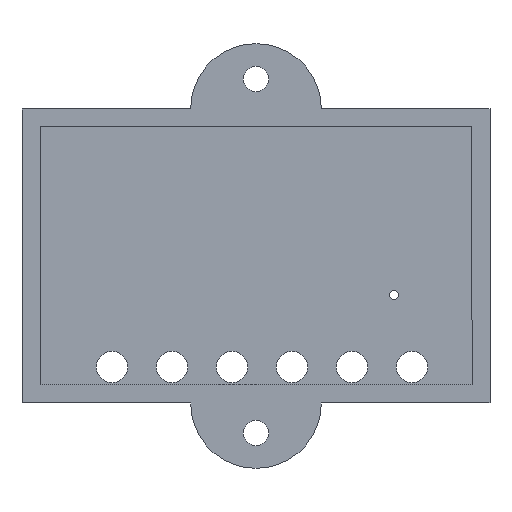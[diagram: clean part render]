
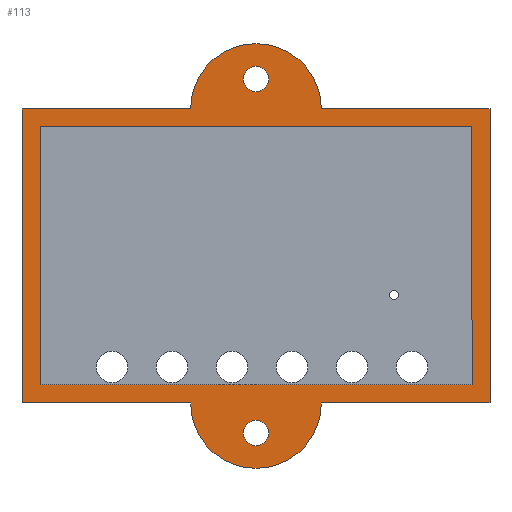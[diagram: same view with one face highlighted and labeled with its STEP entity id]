
A CAD part, front view. The second image highlights one B-rep face of the part: STEP entity #113.
In plain terms, the highlighted planar face has unit normal (0, -1, 0).
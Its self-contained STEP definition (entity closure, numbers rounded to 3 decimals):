
#5 = FACE_BOUND ( 'NONE', #970, .T. ) ;
#17 = EDGE_LOOP ( 'NONE', ( #391, #176 ) ) ;
#19 = CIRCLE ( 'NONE', #842, 2.1 ) ;
#26 = VECTOR ( 'NONE', #76, 1000. ) ;
#31 = AXIS2_PLACEMENT_3D ( 'NONE', #907, #101, #463 ) ;
#41 = CARTESIAN_POINT ( 'NONE',  ( -10.89, 0., 24.5 ) ) ;
#67 = LINE ( 'NONE', #433, #26 ) ;
#69 = VERTEX_POINT ( 'NONE', #390 ) ;
#75 = CIRCLE ( 'NONE', #232, 10.89 ) ;
#76 = DIRECTION ( 'NONE',  ( 0., 0., 1. ) ) ;
#88 = DIRECTION ( 'NONE',  ( 0., 0., 1. ) ) ;
#89 = CARTESIAN_POINT ( 'NONE',  ( -36., 0., -21.5 ) ) ;
#97 = EDGE_CURVE ( 'NONE', #1067, #1081, #75, .T. ) ;
#99 = DIRECTION ( 'NONE',  ( 0., 1., 0. ) ) ;
#101 = DIRECTION ( 'NONE',  ( 0., 1., 0. ) ) ;
#104 = VECTOR ( 'NONE', #626, 1000. ) ;
#108 = LINE ( 'NONE', #528, #104 ) ;
#112 = CIRCLE ( 'NONE', #261, 10.89 ) ;
#113 = ADVANCED_FACE ( 'NONE', ( #454, #716, #5, #356 ), #1011, .F. ) ;
#130 = EDGE_CURVE ( 'NONE', #371, #622, #19, .T. ) ;
#131 = VERTEX_POINT ( 'NONE', #997 ) ;
#139 = VECTOR ( 'NONE', #989, 1000. ) ;
#144 = CIRCLE ( 'NONE', #795, 2.1 ) ;
#145 = VERTEX_POINT ( 'NONE', #1103 ) ;
#166 = CIRCLE ( 'NONE', #775, 10.89 ) ;
#176 = ORIENTED_EDGE ( 'NONE', *, *, #661, .T. ) ;
#197 = CARTESIAN_POINT ( 'NONE',  ( -39., 0., 24.5 ) ) ;
#207 = CARTESIAN_POINT ( 'NONE',  ( 10.89, 0., 24.5 ) ) ;
#208 = CIRCLE ( 'NONE', #1045, 2.1 ) ;
#231 = EDGE_CURVE ( 'NONE', #69, #424, #458, .T. ) ;
#232 = AXIS2_PLACEMENT_3D ( 'NONE', #677, #313, #656 ) ;
#234 = EDGE_CURVE ( 'NONE', #252, #443, #144, .T. ) ;
#239 = LINE ( 'NONE', #1049, #855 ) ;
#247 = EDGE_CURVE ( 'NONE', #622, #371, #288, .T. ) ;
#250 = ORIENTED_EDGE ( 'NONE', *, *, #919, .F. ) ;
#252 = VERTEX_POINT ( 'NONE', #379 ) ;
#261 = AXIS2_PLACEMENT_3D ( 'NONE', #947, #378, #841 ) ;
#276 = CARTESIAN_POINT ( 'NONE',  ( -36., 0., -21.5 ) ) ;
#278 = LINE ( 'NONE', #89, #926 ) ;
#279 = ORIENTED_EDGE ( 'NONE', *, *, #441, .T. ) ;
#284 = DIRECTION ( 'NONE',  ( 0., 1., 0. ) ) ;
#286 = ORIENTED_EDGE ( 'NONE', *, *, #130, .T. ) ;
#288 = CIRCLE ( 'NONE', #31, 2.1 ) ;
#293 = EDGE_CURVE ( 'NONE', #1119, #69, #509, .T. ) ;
#309 = EDGE_LOOP ( 'NONE', ( #544, #279, #1123, #658 ) ) ;
#313 = DIRECTION ( 'NONE',  ( 0., 1., 0. ) ) ;
#335 = ORIENTED_EDGE ( 'NONE', *, *, #425, .F. ) ;
#338 = VECTOR ( 'NONE', #1141, 1000. ) ;
#346 = DIRECTION ( 'NONE',  ( 0., 1., 0. ) ) ;
#355 = LINE ( 'NONE', #276, #139 ) ;
#356 = FACE_BOUND ( 'NONE', #17, .T. ) ;
#358 = CARTESIAN_POINT ( 'NONE',  ( 0., 0., 27.4 ) ) ;
#360 = DIRECTION ( 'NONE',  ( 0., 0., 1. ) ) ;
#364 = CARTESIAN_POINT ( 'NONE',  ( 0., 0., -29.5 ) ) ;
#366 = CARTESIAN_POINT ( 'NONE',  ( 0., 0., -24.5 ) ) ;
#367 = CARTESIAN_POINT ( 'NONE',  ( 0., 0., -27.4 ) ) ;
#371 = VERTEX_POINT ( 'NONE', #411 ) ;
#378 = DIRECTION ( 'NONE',  ( 0., 1., 0. ) ) ;
#379 = CARTESIAN_POINT ( 'NONE',  ( 0., 0., -31.6 ) ) ;
#383 = AXIS2_PLACEMENT_3D ( 'NONE', #366, #346, #550 ) ;
#390 = CARTESIAN_POINT ( 'NONE',  ( 36., 0., 21.5 ) ) ;
#391 = ORIENTED_EDGE ( 'NONE', *, *, #234, .T. ) ;
#411 = CARTESIAN_POINT ( 'NONE',  ( 0., 0., 31.6 ) ) ;
#420 = CARTESIAN_POINT ( 'NONE',  ( -39., 0., -24.5 ) ) ;
#424 = VERTEX_POINT ( 'NONE', #780 ) ;
#425 = EDGE_CURVE ( 'NONE', #1081, #944, #1145, .T. ) ;
#429 = DIRECTION ( 'NONE',  ( 0., 0., -1. ) ) ;
#433 = CARTESIAN_POINT ( 'NONE',  ( -39., 0., 10.89 ) ) ;
#441 = EDGE_CURVE ( 'NONE', #424, #633, #278, .T. ) ;
#443 = VERTEX_POINT ( 'NONE', #367 ) ;
#449 = CARTESIAN_POINT ( 'NONE',  ( 36., 0., -21.5 ) ) ;
#454 = FACE_OUTER_BOUND ( 'NONE', #1177, .T. ) ;
#458 = LINE ( 'NONE', #449, #1026 ) ;
#463 = DIRECTION ( 'NONE',  ( 0., 0., 1. ) ) ;
#472 = DIRECTION ( 'NONE',  ( 1., 0., 0. ) ) ;
#496 = VERTEX_POINT ( 'NONE', #41 ) ;
#509 = LINE ( 'NONE', #878, #884 ) ;
#513 = EDGE_CURVE ( 'NONE', #888, #496, #952, .T. ) ;
#528 = CARTESIAN_POINT ( 'NONE',  ( 10.89, 0., -24.5 ) ) ;
#544 = ORIENTED_EDGE ( 'NONE', *, *, #231, .T. ) ;
#550 = DIRECTION ( 'NONE',  ( 0., 0., 1. ) ) ;
#554 = DIRECTION ( 'NONE',  ( 0., 1., 0. ) ) ;
#573 = ORIENTED_EDGE ( 'NONE', *, *, #513, .F. ) ;
#583 = DIRECTION ( 'NONE',  ( 0., 0., -1. ) ) ;
#597 = CARTESIAN_POINT ( 'NONE',  ( -39., 0., 24.5 ) ) ;
#605 = DIRECTION ( 'NONE',  ( -1., 0., 0. ) ) ;
#613 = ORIENTED_EDGE ( 'NONE', *, *, #247, .T. ) ;
#622 = VERTEX_POINT ( 'NONE', #358 ) ;
#626 = DIRECTION ( 'NONE',  ( -1., 0., 0. ) ) ;
#633 = VERTEX_POINT ( 'NONE', #646 ) ;
#646 = CARTESIAN_POINT ( 'NONE',  ( -36., 0., -21.5 ) ) ;
#651 = ORIENTED_EDGE ( 'NONE', *, *, #766, .F. ) ;
#656 = DIRECTION ( 'NONE',  ( 0., 0., 1. ) ) ;
#658 = ORIENTED_EDGE ( 'NONE', *, *, #293, .T. ) ;
#660 = CARTESIAN_POINT ( 'NONE',  ( -10.89, 0., -24.5 ) ) ;
#661 = EDGE_CURVE ( 'NONE', #443, #252, #208, .T. ) ;
#665 = ORIENTED_EDGE ( 'NONE', *, *, #1080, .F. ) ;
#668 = DIRECTION ( 'NONE',  ( 1., 0., 0. ) ) ;
#677 = CARTESIAN_POINT ( 'NONE',  ( 0., 0., -24.5 ) ) ;
#682 = CARTESIAN_POINT ( 'NONE',  ( 0., 0., 24.5 ) ) ;
#699 = VERTEX_POINT ( 'NONE', #1009 ) ;
#705 = ORIENTED_EDGE ( 'NONE', *, *, #97, .F. ) ;
#716 = FACE_BOUND ( 'NONE', #309, .T. ) ;
#750 = LINE ( 'NONE', #207, #1000 ) ;
#766 = EDGE_CURVE ( 'NONE', #699, #131, #239, .T. ) ;
#775 = AXIS2_PLACEMENT_3D ( 'NONE', #682, #929, #583 ) ;
#780 = CARTESIAN_POINT ( 'NONE',  ( 36., 0., -21.5 ) ) ;
#795 = AXIS2_PLACEMENT_3D ( 'NONE', #1180, #284, #360 ) ;
#822 = DIRECTION ( 'NONE',  ( 0., 0., -1. ) ) ;
#840 = EDGE_CURVE ( 'NONE', #944, #888, #67, .T. ) ;
#841 = DIRECTION ( 'NONE',  ( 0., 0., 1. ) ) ;
#842 = AXIS2_PLACEMENT_3D ( 'NONE', #897, #554, #88 ) ;
#844 = VERTEX_POINT ( 'NONE', #1160 ) ;
#855 = VECTOR ( 'NONE', #429, 1000. ) ;
#857 = CARTESIAN_POINT ( 'NONE',  ( -36., 0., 21.5 ) ) ;
#878 = CARTESIAN_POINT ( 'NONE',  ( -36., 0., 21.5 ) ) ;
#884 = VECTOR ( 'NONE', #472, 1000. ) ;
#885 = DIRECTION ( 'NONE',  ( 0., 0., 1. ) ) ;
#888 = VERTEX_POINT ( 'NONE', #197 ) ;
#894 = ORIENTED_EDGE ( 'NONE', *, *, #1029, .F. ) ;
#897 = CARTESIAN_POINT ( 'NONE',  ( 0., 0., 29.5 ) ) ;
#904 = VECTOR ( 'NONE', #605, 1000. ) ;
#907 = CARTESIAN_POINT ( 'NONE',  ( 0., 0., 29.5 ) ) ;
#919 = EDGE_CURVE ( 'NONE', #131, #844, #108, .T. ) ;
#926 = VECTOR ( 'NONE', #983, 1000. ) ;
#929 = DIRECTION ( 'NONE',  ( 0., 1., 0. ) ) ;
#942 = ORIENTED_EDGE ( 'NONE', *, *, #1099, .F. ) ;
#944 = VERTEX_POINT ( 'NONE', #1085 ) ;
#947 = CARTESIAN_POINT ( 'NONE',  ( 0., 0., -24.5 ) ) ;
#952 = LINE ( 'NONE', #597, #338 ) ;
#969 = EDGE_CURVE ( 'NONE', #633, #1119, #355, .T. ) ;
#970 = EDGE_LOOP ( 'NONE', ( #613, #286 ) ) ;
#983 = DIRECTION ( 'NONE',  ( -1., 0., 0. ) ) ;
#989 = DIRECTION ( 'NONE',  ( 0., 0., 1. ) ) ;
#997 = CARTESIAN_POINT ( 'NONE',  ( 39., 0., -24.5 ) ) ;
#1000 = VECTOR ( 'NONE', #668, 1000. ) ;
#1009 = CARTESIAN_POINT ( 'NONE',  ( 39., 0., 24.5 ) ) ;
#1011 = PLANE ( 'NONE',  #383 ) ;
#1026 = VECTOR ( 'NONE', #822, 1000. ) ;
#1029 = EDGE_CURVE ( 'NONE', #844, #1067, #112, .T. ) ;
#1035 = CARTESIAN_POINT ( 'NONE',  ( 0., 0., -35.39 ) ) ;
#1045 = AXIS2_PLACEMENT_3D ( 'NONE', #364, #99, #885 ) ;
#1049 = CARTESIAN_POINT ( 'NONE',  ( 39., 0., -24.5 ) ) ;
#1067 = VERTEX_POINT ( 'NONE', #1035 ) ;
#1080 = EDGE_CURVE ( 'NONE', #145, #699, #750, .T. ) ;
#1081 = VERTEX_POINT ( 'NONE', #660 ) ;
#1085 = CARTESIAN_POINT ( 'NONE',  ( -39., 0., -24.5 ) ) ;
#1099 = EDGE_CURVE ( 'NONE', #496, #145, #166, .T. ) ;
#1103 = CARTESIAN_POINT ( 'NONE',  ( 10.89, 0., 24.5 ) ) ;
#1119 = VERTEX_POINT ( 'NONE', #857 ) ;
#1123 = ORIENTED_EDGE ( 'NONE', *, *, #969, .T. ) ;
#1141 = DIRECTION ( 'NONE',  ( 1., 0., 0. ) ) ;
#1145 = LINE ( 'NONE', #420, #904 ) ;
#1159 = ORIENTED_EDGE ( 'NONE', *, *, #840, .F. ) ;
#1160 = CARTESIAN_POINT ( 'NONE',  ( 10.89, 0., -24.5 ) ) ;
#1177 = EDGE_LOOP ( 'NONE', ( #335, #705, #894, #250, #651, #665, #942, #573, #1159 ) ) ;
#1180 = CARTESIAN_POINT ( 'NONE',  ( 0., 0., -29.5 ) ) ;
